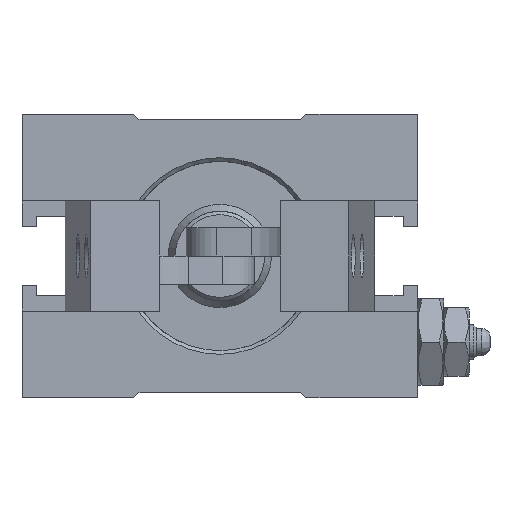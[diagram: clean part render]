
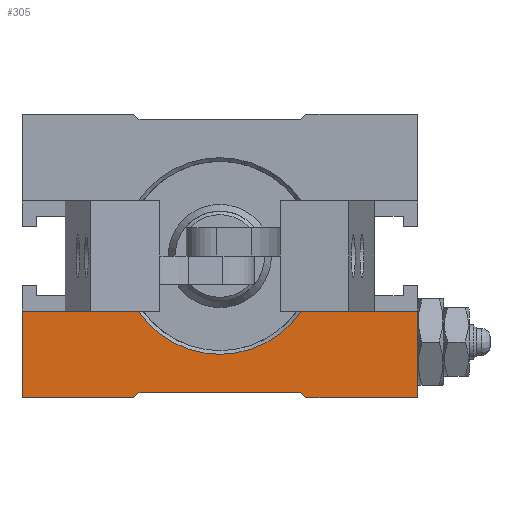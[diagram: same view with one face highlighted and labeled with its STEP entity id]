
A CAD part, left-side view. The second image highlights one B-rep face of the part: STEP entity #305.
In plain terms, the highlighted planar face has unit normal (-1, 0, 0).
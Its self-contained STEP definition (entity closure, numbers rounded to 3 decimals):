
#305 = ADVANCED_FACE( '', ( #529 ), #530, .F. );
#529 = FACE_OUTER_BOUND( '', #1020, .T. );
#530 = PLANE( '', #1021 );
#1020 = EDGE_LOOP( '', ( #1650, #1651, #1652, #1653, #1654, #1655, #1656, #1657, #1658, #1659 ) );
#1021 = AXIS2_PLACEMENT_3D( '', #1660, #1661, #1662 );
#1650 = ORIENTED_EDGE( '', *, *, #2793, .T. );
#1651 = ORIENTED_EDGE( '', *, *, #2774, .F. );
#1652 = ORIENTED_EDGE( '', *, *, #2794, .F. );
#1653 = ORIENTED_EDGE( '', *, *, #2795, .F. );
#1654 = ORIENTED_EDGE( '', *, *, #2796, .F. );
#1655 = ORIENTED_EDGE( '', *, *, #2797, .F. );
#1656 = ORIENTED_EDGE( '', *, *, #2798, .F. );
#1657 = ORIENTED_EDGE( '', *, *, #2799, .F. );
#1658 = ORIENTED_EDGE( '', *, *, #2800, .F. );
#1659 = ORIENTED_EDGE( '', *, *, #2801, .F. );
#1660 = CARTESIAN_POINT( '', ( -38.5, -6.65, 1.9 ) );
#1661 = DIRECTION( '', ( 1., 0., 0. ) );
#1662 = DIRECTION( '', ( 0., 0., -1. ) );
#2774 = EDGE_CURVE( '', #3170, #3171, #3172, .T. );
#2793 = EDGE_CURVE( '', #3207, #3171, #3208, .T. );
#2794 = EDGE_CURVE( '', #3209, #3170, #3210, .T. );
#2795 = EDGE_CURVE( '', #3211, #3209, #3212, .T. );
#2796 = EDGE_CURVE( '', #3213, #3211, #3214, .T. );
#2797 = EDGE_CURVE( '', #3215, #3213, #3216, .T. );
#2798 = EDGE_CURVE( '', #3217, #3215, #3218, .T. );
#2799 = EDGE_CURVE( '', #3219, #3217, #3220, .T. );
#2800 = EDGE_CURVE( '', #3221, #3219, #3222, .T. );
#2801 = EDGE_CURVE( '', #3207, #3221, #3223, .T. );
#3170 = VERTEX_POINT( '', #3953 );
#3171 = VERTEX_POINT( '', #3954 );
#3172 = LINE( '', #3955, #3956 );
#3207 = VERTEX_POINT( '', #4005 );
#3208 = CIRCLE( '', #4006, 5.712 );
#3209 = VERTEX_POINT( '', #4007 );
#3210 = LINE( '', #4008, #4009 );
#3211 = VERTEX_POINT( '', #4010 );
#3212 = LINE( '', #4011, #4012 );
#3213 = VERTEX_POINT( '', #4013 );
#3214 = LINE( '', #4014, #4015 );
#3215 = VERTEX_POINT( '', #4016 );
#3216 = LINE( '', #4017, #4018 );
#3217 = VERTEX_POINT( '', #4019 );
#3218 = LINE( '', #4020, #4021 );
#3219 = VERTEX_POINT( '', #4022 );
#3220 = LINE( '', #4023, #4024 );
#3221 = VERTEX_POINT( '', #4025 );
#3222 = LINE( '', #4026, #4027 );
#3223 = LINE( '', #4028, #4029 );
#3953 = CARTESIAN_POINT( '', ( -38.5, 11.5, -3.2 ) );
#3954 = CARTESIAN_POINT( '', ( -38.5, 4.732, -3.2 ) );
#3955 = CARTESIAN_POINT( '', ( -38.5, 11.5, -3.2 ) );
#3956 = VECTOR( '', #4805, 1000. );
#4005 = CARTESIAN_POINT( '', ( -38.5, -4.732, -3.2 ) );
#4006 = AXIS2_PLACEMENT_3D( '', #4850, #4851, #4852 );
#4007 = CARTESIAN_POINT( '', ( -38.5, 11.5, -8.25 ) );
#4008 = CARTESIAN_POINT( '', ( -38.5, 11.5, -8.25 ) );
#4009 = VECTOR( '', #4853, 1000. );
#4010 = CARTESIAN_POINT( '', ( -38.5, 5., -8.25 ) );
#4011 = CARTESIAN_POINT( '', ( -38.5, 5., -8.25 ) );
#4012 = VECTOR( '', #4854, 1000. );
#4013 = CARTESIAN_POINT( '', ( -38.5, 4.7, -7.95 ) );
#4014 = CARTESIAN_POINT( '', ( -38.5, 4.7, -7.95 ) );
#4015 = VECTOR( '', #4855, 1000. );
#4016 = CARTESIAN_POINT( '', ( -38.5, -4.7, -7.95 ) );
#4017 = CARTESIAN_POINT( '', ( -38.5, -4.7, -7.95 ) );
#4018 = VECTOR( '', #4856, 1000. );
#4019 = CARTESIAN_POINT( '', ( -38.5, -5., -8.25 ) );
#4020 = CARTESIAN_POINT( '', ( -38.5, -5., -8.25 ) );
#4021 = VECTOR( '', #4857, 1000. );
#4022 = CARTESIAN_POINT( '', ( -38.5, -11.5, -8.25 ) );
#4023 = CARTESIAN_POINT( '', ( -38.5, -11.5, -8.25 ) );
#4024 = VECTOR( '', #4858, 1000. );
#4025 = CARTESIAN_POINT( '', ( -38.5, -11.5, -3.2 ) );
#4026 = CARTESIAN_POINT( '', ( -38.5, -11.5, -1.7 ) );
#4027 = VECTOR( '', #4859, 1000. );
#4028 = CARTESIAN_POINT( '', ( -38.5, 11.5, -3.2 ) );
#4029 = VECTOR( '', #4860, 1000. );
#4805 = DIRECTION( '', ( 0., -1., 0. ) );
#4850 = CARTESIAN_POINT( '', ( -38.5, 0., 0. ) );
#4851 = DIRECTION( '', ( 1., 0., 0. ) );
#4852 = DIRECTION( '', ( 0., 0., -1. ) );
#4853 = DIRECTION( '', ( 0., 0., 1. ) );
#4854 = DIRECTION( '', ( 0., 1., 0. ) );
#4855 = DIRECTION( '', ( 0., 0.707, -0.707 ) );
#4856 = DIRECTION( '', ( 0., 1., 0. ) );
#4857 = DIRECTION( '', ( 0., 0.707, 0.707 ) );
#4858 = DIRECTION( '', ( 0., 1., 0. ) );
#4859 = DIRECTION( '', ( 0., 0., -1. ) );
#4860 = DIRECTION( '', ( 0., -1., 0. ) );
